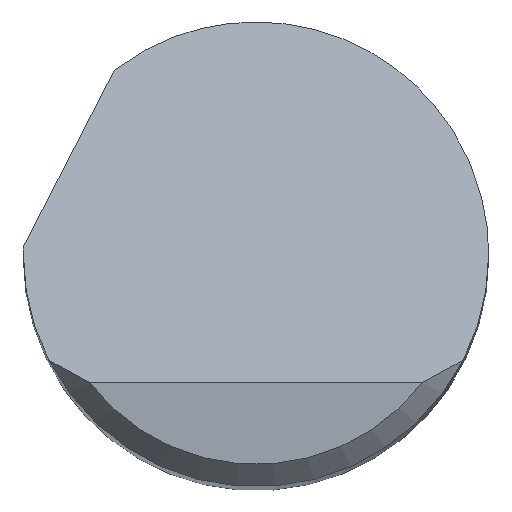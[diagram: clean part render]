
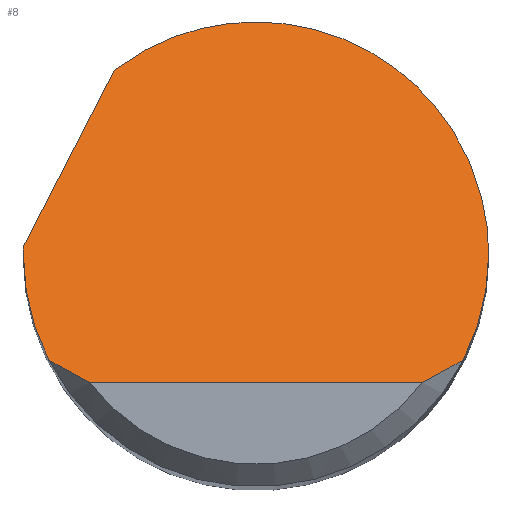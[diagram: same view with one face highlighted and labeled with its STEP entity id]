
A CAD part, top view. The second image highlights one B-rep face of the part: STEP entity #8.
In plain terms, the highlighted planar face has unit normal (0, 0.707, 0.707).
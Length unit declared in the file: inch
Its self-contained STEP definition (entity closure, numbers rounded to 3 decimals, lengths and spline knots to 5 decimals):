
#8 = ADVANCED_FACE ( 'NONE', ( #582 ), #108, .F. ) ;
#14 = CARTESIAN_POINT ( 'NONE',  ( 0.15625, 0., 1.91375 ) ) ;
#17 = ORIENTED_EDGE ( 'NONE', *, *, #653, .F. ) ;
#23 = VERTEX_POINT ( 'NONE', #335 ) ;
#35 = CARTESIAN_POINT ( 'NONE',  ( -0.13906, -0.07125, 1.985 ) ) ;
#37 = B_SPLINE_CURVE_WITH_KNOTS ( 'NONE', 3,
 ( #198, #624, #442, #320 ),
 .UNSPECIFIED., .F., .F.,
 ( 4, 4 ),
 ( 0., 0.00088 ),
 .UNSPECIFIED. ) ;
#59 = VECTOR ( 'NONE', #718, 39.37008 ) ;
#74 = ORIENTED_EDGE ( 'NONE', *, *, #563, .T. ) ;
#75 =( BOUNDED_CURVE ( )  B_SPLINE_CURVE ( 3, ( #35, #390, #98, #572 ),
 .UNSPECIFIED., .F., .T. ) 
 B_SPLINE_CURVE_WITH_KNOTS ( ( 4, 4 ),
 ( 4.23889, 4.71239 ),
 .UNSPECIFIED. ) 
 CURVE ( )  GEOMETRIC_REPRESENTATION_ITEM ( )  RATIONAL_B_SPLINE_CURVE ( ( 1., 0.981, 0.981, 1. ) ) 
 REPRESENTATION_ITEM ( '' )  );
#86 = AXIS2_PLACEMENT_3D ( 'NONE', #589, #470, #229 ) ;
#98 = CARTESIAN_POINT ( 'NONE',  ( -0.15625, -0.02489, 1.93864 ) ) ;
#99 = CARTESIAN_POINT ( 'NONE',  ( 0.15625, 0.1488, 1.76495 ) ) ;
#102 = ORIENTED_EDGE ( 'NONE', *, *, #238, .F. ) ;
#108 = PLANE ( 'NONE',  #86 ) ;
#117 = CARTESIAN_POINT ( 'NONE',  ( 0.15041, -0.04909, 1.96284 ) ) ;
#175 = CARTESIAN_POINT ( 'NONE',  ( -0.15617, 0.005, 1.90875 ) ) ;
#196 = VERTEX_POINT ( 'NONE', #263 ) ;
#198 = CARTESIAN_POINT ( 'NONE',  ( 0.11186, -0.08625, 2. ) ) ;
#209 = CARTESIAN_POINT ( 'NONE',  ( -0.09521, 0.12389, 1.78986 ) ) ;
#220 = CARTESIAN_POINT ( 'NONE',  ( -0.13906, -0.07125, 1.985 ) ) ;
#227 = EDGE_CURVE ( 'NONE', #196, #387, #391, .T. ) ;
#228 = CARTESIAN_POINT ( 'NONE',  ( -0.12131, -0.0816, 1.99535 ) ) ;
#229 = DIRECTION ( 'NONE',  ( 0., 0.707, -0.707 ) ) ;
#234 = CARTESIAN_POINT ( 'NONE',  ( 0.11186, -0.08625, 2. ) ) ;
#235 = LINE ( 'NONE', #665, #59 ) ;
#238 = EDGE_CURVE ( 'NONE', #387, #753, #368, .T. ) ;
#248 = EDGE_LOOP ( 'NONE', ( #271, #74, #342, #102, #733, #585, #17, #773 ) ) ;
#251 =( BOUNDED_CURVE ( )  B_SPLINE_CURVE ( 3, ( #348, #599, #291, #175 ),
 .UNSPECIFIED., .F., .F. ) 
 B_SPLINE_CURVE_WITH_KNOTS ( ( 4, 4 ),
 ( 4.71239, 4.74439 ),
 .UNSPECIFIED. ) 
 CURVE ( )  GEOMETRIC_REPRESENTATION_ITEM ( )  RATIONAL_B_SPLINE_CURVE ( ( 1., 1., 1., 1. ) ) 
 REPRESENTATION_ITEM ( '' )  );
#263 = CARTESIAN_POINT ( 'NONE',  ( -0.15617, 0.005, 1.90875 ) ) ;
#271 = ORIENTED_EDGE ( 'NONE', *, *, #720, .T. ) ;
#291 = CARTESIAN_POINT ( 'NONE',  ( -0.15622, 0.00333, 1.91042 ) ) ;
#320 = CARTESIAN_POINT ( 'NONE',  ( 0.13906, -0.07125, 1.985 ) ) ;
#331 = VERTEX_POINT ( 'NONE', #685 ) ;
#335 = CARTESIAN_POINT ( 'NONE',  ( 0.13906, -0.07125, 1.985 ) ) ;
#336 = CARTESIAN_POINT ( 'NONE',  ( 0.13906, -0.07125, 1.985 ) ) ;
#338 = EDGE_CURVE ( 'NONE', #753, #23, #444, .T. ) ;
#342 = ORIENTED_EDGE ( 'NONE', *, *, #338, .F. ) ;
#348 = CARTESIAN_POINT ( 'NONE',  ( -0.15625, 0., 1.91375 ) ) ;
#368 =( BOUNDED_CURVE ( )  B_SPLINE_CURVE ( 3, ( #209, #388, #99, #14 ),
 .UNSPECIFIED., .F., .T. ) 
 B_SPLINE_CURVE_WITH_KNOTS ( ( 4, 4 ),
 ( 5.62792, 7.85398 ),
 .UNSPECIFIED. ) 
 CURVE ( )  GEOMETRIC_REPRESENTATION_ITEM ( )  RATIONAL_B_SPLINE_CURVE ( ( 1., 0.628, 0.628, 1. ) ) 
 REPRESENTATION_ITEM ( '' )  );
#387 = VERTEX_POINT ( 'NONE', #407 ) ;
#388 = CARTESIAN_POINT ( 'NONE',  ( 0.02277, 0.21456, 1.69919 ) ) ;
#390 = CARTESIAN_POINT ( 'NONE',  ( -0.15041, -0.04909, 1.96284 ) ) ;
#391 = LINE ( 'NONE', #573, #608 ) ;
#407 = CARTESIAN_POINT ( 'NONE',  ( -0.09521, 0.12389, 1.78986 ) ) ;
#432 = VERTEX_POINT ( 'NONE', #220 ) ;
#442 = CARTESIAN_POINT ( 'NONE',  ( 0.13035, -0.07657, 1.99032 ) ) ;
#444 =( BOUNDED_CURVE ( )  B_SPLINE_CURVE ( 3, ( #767, #752, #117, #336 ),
 .UNSPECIFIED., .F., .F. ) 
 B_SPLINE_CURVE_WITH_KNOTS ( ( 4, 4 ),
 ( 1.5708, 2.04429 ),
 .UNSPECIFIED. ) 
 CURVE ( )  GEOMETRIC_REPRESENTATION_ITEM ( )  RATIONAL_B_SPLINE_CURVE ( ( 1., 0.981, 0.981, 1. ) ) 
 REPRESENTATION_ITEM ( '' )  );
#466 = B_SPLINE_CURVE_WITH_KNOTS ( 'NONE', 3,
 ( #659, #771, #228, #666 ),
 .UNSPECIFIED., .F., .F.,
 ( 4, 4 ),
 ( 0., 0.00088 ),
 .UNSPECIFIED. ) ;
#470 = DIRECTION ( 'NONE',  ( 0., -0.707, -0.707 ) ) ;
#471 = EDGE_CURVE ( 'NONE', #432, #644, #466, .T. ) ;
#492 = CARTESIAN_POINT ( 'NONE',  ( 0.15625, 0., 1.91375 ) ) ;
#496 = CARTESIAN_POINT ( 'NONE',  ( -0.11186, -0.08625, 2. ) ) ;
#515 = EDGE_CURVE ( 'NONE', #331, #196, #251, .T. ) ;
#521 = VERTEX_POINT ( 'NONE', #234 ) ;
#559 = DIRECTION ( 'NONE',  ( 0.341, 0.665, -0.665 ) ) ;
#563 = EDGE_CURVE ( 'NONE', #521, #23, #37, .T. ) ;
#572 = CARTESIAN_POINT ( 'NONE',  ( -0.15625, 0., 1.91375 ) ) ;
#573 = CARTESIAN_POINT ( 'NONE',  ( -0.19753, -0.07567, 1.98942 ) ) ;
#582 = FACE_OUTER_BOUND ( 'NONE', #248, .T. ) ;
#585 = ORIENTED_EDGE ( 'NONE', *, *, #515, .F. ) ;
#589 = CARTESIAN_POINT ( 'NONE',  ( -0.15625, -0.08625, 2. ) ) ;
#599 = CARTESIAN_POINT ( 'NONE',  ( -0.15625, 0.00167, 1.91208 ) ) ;
#608 = VECTOR ( 'NONE', #559, 39.37008 ) ;
#624 = CARTESIAN_POINT ( 'NONE',  ( 0.12131, -0.0816, 1.99535 ) ) ;
#644 = VERTEX_POINT ( 'NONE', #496 ) ;
#653 = EDGE_CURVE ( 'NONE', #432, #331, #75, .T. ) ;
#659 = CARTESIAN_POINT ( 'NONE',  ( -0.13906, -0.07125, 1.985 ) ) ;
#665 = CARTESIAN_POINT ( 'NONE',  ( 0., -0.08625, 2. ) ) ;
#666 = CARTESIAN_POINT ( 'NONE',  ( -0.11186, -0.08625, 2. ) ) ;
#685 = CARTESIAN_POINT ( 'NONE',  ( -0.15625, 0., 1.91375 ) ) ;
#718 = DIRECTION ( 'NONE',  ( 1., 0., 0. ) ) ;
#720 = EDGE_CURVE ( 'NONE', #644, #521, #235, .T. ) ;
#733 = ORIENTED_EDGE ( 'NONE', *, *, #227, .F. ) ;
#752 = CARTESIAN_POINT ( 'NONE',  ( 0.15625, -0.02489, 1.93864 ) ) ;
#753 = VERTEX_POINT ( 'NONE', #492 ) ;
#767 = CARTESIAN_POINT ( 'NONE',  ( 0.15625, 0., 1.91375 ) ) ;
#771 = CARTESIAN_POINT ( 'NONE',  ( -0.13035, -0.07657, 1.99032 ) ) ;
#773 = ORIENTED_EDGE ( 'NONE', *, *, #471, .T. ) ;
